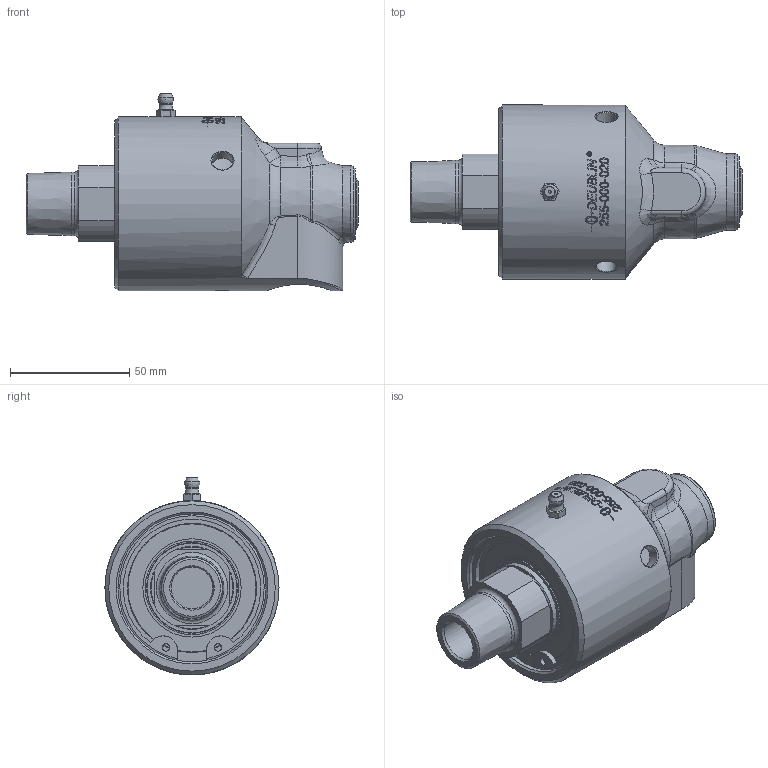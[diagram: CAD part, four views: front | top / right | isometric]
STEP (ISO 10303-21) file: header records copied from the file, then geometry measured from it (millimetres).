
FILE_DESCRIPTION(/* description */ (''),/* implementation_level */ '2;1');
FILE_NAME(/* name */ '255-000-020-IC.stp',/* time_stamp */ '2020-05-19T14:21:42-05:00',/* author */ ('Moorera'),/* organization */ (''),/* preprocessor_version */ 'ST-DEVELOPER v18.1',/* originating_system */ 'Autodesk Inventor 2020',/* authorisation */ '');
FILE_SCHEMA (('AUTOMOTIVE_DESIGN { 1 0 10303 214 3 1 1 }'));
Length unit declared in the file: millimetre
Products named in the file (1): 255-000-020-IC
Bounding box: 139.19 x 73 x 82.99 mm (x, y, z)
Volume: 313214.3 mm3; surface area: 38624.4 mm2
Topology: 2 solids, 5 shells, 521 faces, 1376 edges, 912 vertices
Faces by surface type: plane 234, bspline 161, cylinder 78, cone 28, torus 16, sphere 4
Full cylindrical faces by diameter (mm): 3 x1, 3.12 x4, 5.359 x1, 8.6 x3, 17.5 x1, 22.631 x1, 26.67 x1, 27.83 x1, 32 x1, 34.8 x1, 41.2 x1, 53.7 x1, 54.1 x1, 62.05 x1, 66.9 x1, 73 x1
Entity records: 21920 total; most frequent: CARTESIAN_POINT 9461, ORIENTED_EDGE 2746, DIRECTION 2248, EDGE_CURVE 1373, VERTEX_POINT 912, AXIS2_PLACEMENT_3D 895, EDGE_LOOP 578, FACE_OUTER_BOUND 521
